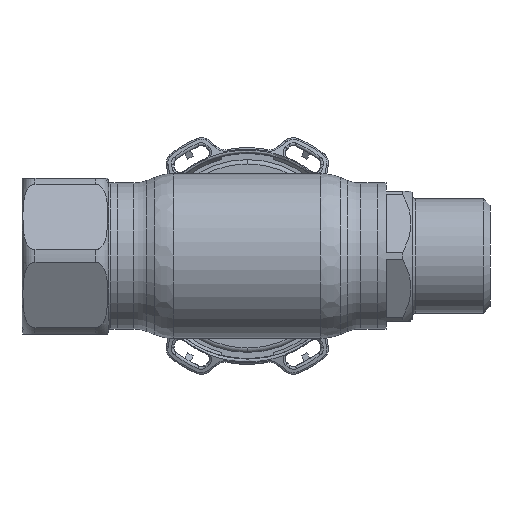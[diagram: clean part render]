
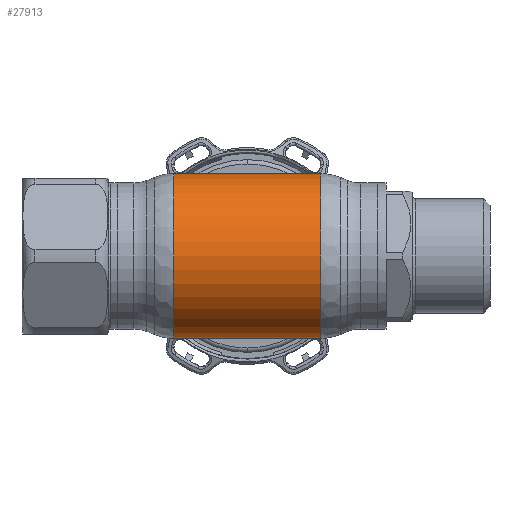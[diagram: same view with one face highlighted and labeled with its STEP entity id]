
A CAD part, front view. The second image highlights one B-rep face of the part: STEP entity #27913.
In plain terms, the highlighted cylindrical face has radius 19 mm (diameter 38 mm), a partial arc.
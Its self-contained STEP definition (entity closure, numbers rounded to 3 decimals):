
#456 = CIRCLE ( 'NONE', #14218, 19. ) ;
#899 = DIRECTION ( 'NONE',  ( 0., 0., 1. ) ) ;
#3847 = ORIENTED_EDGE ( 'NONE', *, *, #23176, .F. ) ;
#3881 = LINE ( 'NONE', #17220, #11343 ) ;
#6707 = DIRECTION ( 'NONE',  ( -1., 0., 0. ) ) ;
#6962 = EDGE_CURVE ( 'NONE', #19538, #34845, #14979, .T. ) ;
#8023 = DIRECTION ( 'NONE',  ( -1., 0., 0. ) ) ;
#8150 = ORIENTED_EDGE ( 'NONE', *, *, #30210, .T. ) ;
#8213 = CARTESIAN_POINT ( 'NONE',  ( -62.69, 0., 0. ) ) ;
#8969 = CARTESIAN_POINT ( 'NONE',  ( 16.967, 0., 19. ) ) ;
#11343 = VECTOR ( 'NONE', #20461, 1000. ) ;
#12409 = AXIS2_PLACEMENT_3D ( 'NONE', #8213, #16697, #24985 ) ;
#12716 = FACE_OUTER_BOUND ( 'NONE', #16644, .T. ) ;
#12794 = CIRCLE ( 'NONE', #34675, 19. ) ;
#13068 = EDGE_CURVE ( 'NONE', #27101, #34845, #456, .T. ) ;
#13765 = DIRECTION ( 'NONE',  ( 0., 0., 1. ) ) ;
#14218 = AXIS2_PLACEMENT_3D ( 'NONE', #29805, #8023, #13765 ) ;
#14979 = LINE ( 'NONE', #25976, #18494 ) ;
#16644 = EDGE_LOOP ( 'NONE', ( #3847, #8150, #25725, #32786 ) ) ;
#16697 = DIRECTION ( 'NONE',  ( -1., 0., 0. ) ) ;
#17220 = CARTESIAN_POINT ( 'NONE',  ( -62.69, 0., -19. ) ) ;
#18494 = VECTOR ( 'NONE', #6707, 1000. ) ;
#19538 = VERTEX_POINT ( 'NONE', #8969 ) ;
#20461 = DIRECTION ( 'NONE',  ( -1., 0., 0. ) ) ;
#23176 = EDGE_CURVE ( 'NONE', #24321, #27101, #3881, .T. ) ;
#23937 = CYLINDRICAL_SURFACE ( 'NONE', #12409, 19. ) ;
#24321 = VERTEX_POINT ( 'NONE', #35372 ) ;
#24985 = DIRECTION ( 'NONE',  ( 0., 0., 1. ) ) ;
#25725 = ORIENTED_EDGE ( 'NONE', *, *, #6962, .T. ) ;
#25976 = CARTESIAN_POINT ( 'NONE',  ( -62.69, 0., 19. ) ) ;
#26204 = CARTESIAN_POINT ( 'NONE',  ( -16.967, 0., -19. ) ) ;
#27101 = VERTEX_POINT ( 'NONE', #26204 ) ;
#27913 = ADVANCED_FACE ( 'NONE', ( #12716 ), #23937, .T. ) ;
#28226 = CARTESIAN_POINT ( 'NONE',  ( 16.967, 0., 0. ) ) ;
#29805 = CARTESIAN_POINT ( 'NONE',  ( -16.967, 0., 0. ) ) ;
#29882 = CARTESIAN_POINT ( 'NONE',  ( -16.967, 0., 19. ) ) ;
#30210 = EDGE_CURVE ( 'NONE', #24321, #19538, #12794, .T. ) ;
#30920 = DIRECTION ( 'NONE',  ( -1., 0., 0. ) ) ;
#32786 = ORIENTED_EDGE ( 'NONE', *, *, #13068, .F. ) ;
#34675 = AXIS2_PLACEMENT_3D ( 'NONE', #28226, #30920, #899 ) ;
#34845 = VERTEX_POINT ( 'NONE', #29882 ) ;
#35372 = CARTESIAN_POINT ( 'NONE',  ( 16.967, 0., -19. ) ) ;
